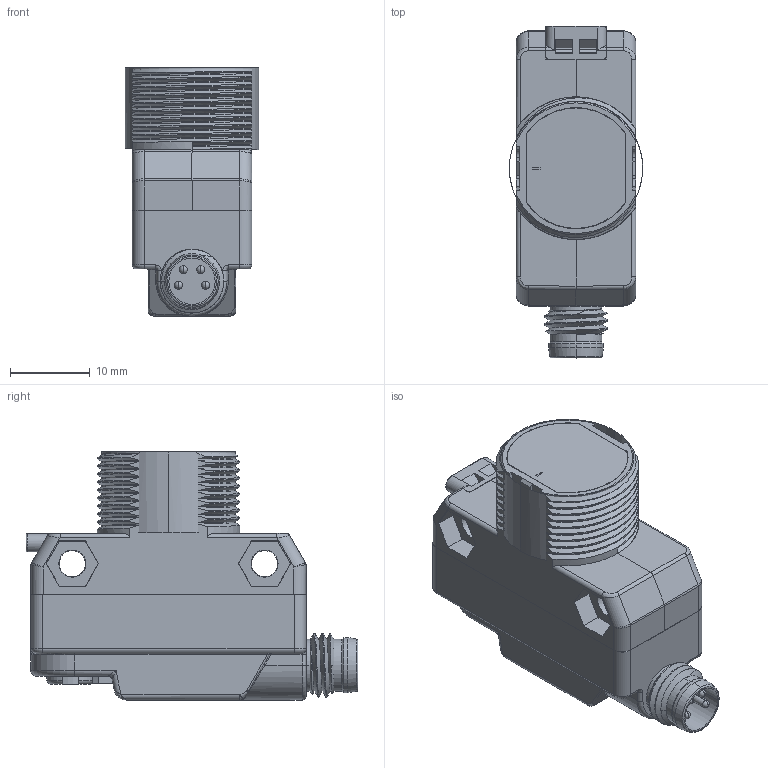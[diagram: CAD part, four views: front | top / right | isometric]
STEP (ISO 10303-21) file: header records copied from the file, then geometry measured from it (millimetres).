
FILE_DESCRIPTION((''),'2;1');
FILE_NAME('206438_ASM','2018-06-07T',('pdmadmin'),('BANNER ENGINEERING'),'CREO PARAMETRIC BY PTC INC, 2016260','CREO PARAMETRIC BY PTC INC, 2016260','');
FILE_SCHEMA(('CONFIG_CONTROL_DESIGN'));
Products named in the file (18): 193873_HOUSING; 114096; 194608; 193873_ASM; 113905; 195126_ASM; 111645; 130017_1; 130017_2; 130017_3; 130017_ASM; 194703_AF0_ASM; 195812_ASM; 127343; 67851_AF1; 60902; 61611_ASM; 206438_ASM
Assembly tree (20 placements, depth 5):
  206438_ASM
    195126_ASM
      193873_ASM
        193873_HOUSING
        114096
        194608
      113905
    195812_ASM
      111645
      194703_AF0_ASM
        130017_ASM
          130017_1
          130017_2
          130017_3  x4
    61611_ASM
      127343
      67851_AF1
      60902
Bounding box: 16.74 x 41.59 x 31.1 mm (x, y, z)
Volume: 6443.5 mm3; surface area: 10541.4 mm2
Topology: 14 solids, 16 shells, 1649 faces, 4226 edges, 2650 vertices
Faces by surface type: plane 796, cylinder 444, bspline 173, cone 113, torus 78, sphere 41, revolution 4
Entity records: 76027 total; most frequent: CARTESIAN_POINT 38141, ORIENTED_EDGE 8170, DIRECTION 7302, EDGE_CURVE 4092, VERTEX_POINT 2575, VECTOR 2510, LINE 2510, AXIS2_PLACEMENT_3D 2394
